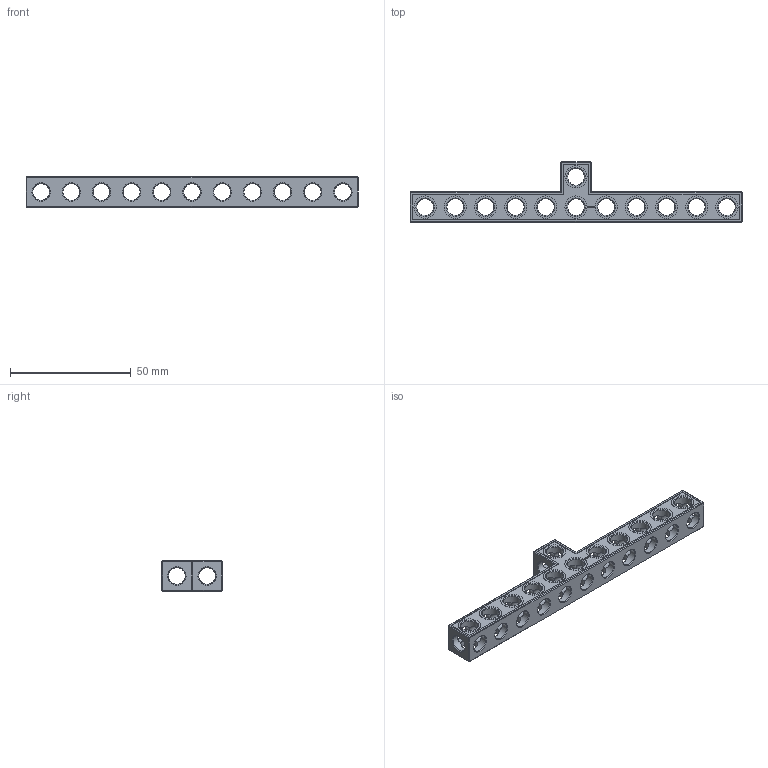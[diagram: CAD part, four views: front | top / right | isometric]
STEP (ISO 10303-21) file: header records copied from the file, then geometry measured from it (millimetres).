
FILE_DESCRIPTION(('FreeCAD Model'),'2;1');
FILE_NAME('Open CASCADE Shape Model','2022-01-27T23:41:41',( 'Paulo Kiefe'),('STEMFIE.org'),'Open CASCADE STEP processor 7.4', 'FreeCAD','Unknown');
FILE_SCHEMA(('AUTOMOTIVE_DESIGN { 1 0 10303 214 1 1 1 1 }'));
Products named in the file (1): Beam_TSH_SYM_ESS_BU11x02x01_-_SPN-BEM-1076_(stemfie.org)
Bounding box: 137.5 x 25 x 12.5 mm (x, y, z)
Volume: 11727.1 mm3; surface area: 10614 mm2
Topology: 1 solids, 1 shells, 648 faces, 1873 edges, 1224 vertices
Faces by surface type: plane 387, extrusion 138, cylinder 73, cone 50
Full cylindrical faces by diameter (mm): 6.98 x12, 7 x49, 9.2 x12
Entity records: 72530 total; most frequent: CARTESIAN_POINT 37199, DIRECTION 5661, VECTOR 4173, LINE 4035, ORIENTED_EDGE 3746, PCURVE 3746, DEFINITIONAL_REPRESENTATION 3746, EDGE_CURVE 1873
